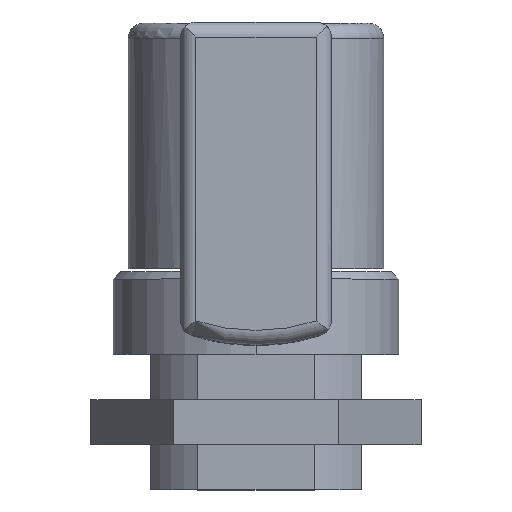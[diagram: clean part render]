
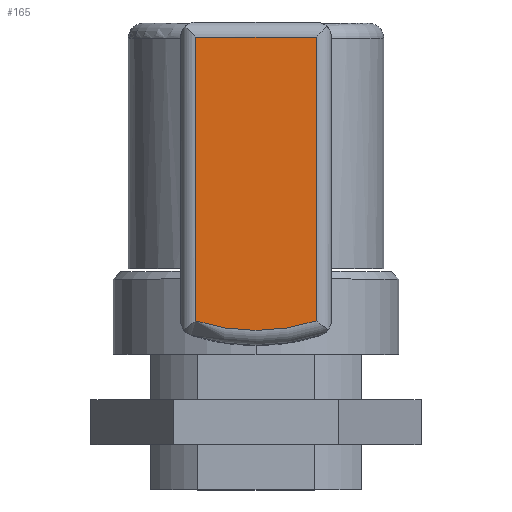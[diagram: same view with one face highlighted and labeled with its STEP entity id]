
A CAD part, top view. The second image highlights one B-rep face of the part: STEP entity #165.
In plain terms, the highlighted planar face has unit normal (0, 0, 1).
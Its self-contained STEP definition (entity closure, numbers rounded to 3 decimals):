
#165=ADVANCED_FACE('',(#388),#389,.F.);
#388=FACE_OUTER_BOUND('',#679,.T.);
#389=PLANE('',#680);
#679=EDGE_LOOP('',(#1075,#1076,#1077,#1078));
#680=AXIS2_PLACEMENT_3D('',#1079,#1080,#1081);
#1075=ORIENTED_EDGE('',*,*,#1782,.T.);
#1076=ORIENTED_EDGE('',*,*,#1783,.T.);
#1077=ORIENTED_EDGE('',*,*,#1784,.F.);
#1078=ORIENTED_EDGE('',*,*,#1785,.F.);
#1079=CARTESIAN_POINT('',(-5.0,-1.5,55.0));
#1080=DIRECTION('',(0.,0.0,-1.0));
#1081=DIRECTION('',(-1.0,0.0,0.));
#1782=EDGE_CURVE('',#2156,#2157,#2158,.T.);
#1783=EDGE_CURVE('',#2157,#2159,#2160,.T.);
#1784=EDGE_CURVE('',#2161,#2159,#2162,.T.);
#1785=EDGE_CURVE('',#2156,#2161,#2163,.T.);
#2156=VERTEX_POINT('',#2842);
#2157=VERTEX_POINT('',#2843);
#2158=CIRCLE('',#2844,13.0);
#2159=VERTEX_POINT('',#2845);
#2160=LINE('',#2846,#2847);
#2161=VERTEX_POINT('',#2848);
#2162=LINE('',#2849,#2850);
#2163=LINE('',#2851,#2852);
#2842=CARTESIAN_POINT('',(-4.,2.131,55.0));
#2843=CARTESIAN_POINT('',(4.0,2.131,55.0));
#2844=AXIS2_PLACEMENT_3D('',#3465,#3466,#3467);
#2845=CARTESIAN_POINT('',(4.0,21.0,55.0));
#2846=CARTESIAN_POINT('',(4.0,2.131,55.0));
#2847=VECTOR('',#3468,18.869);
#2848=CARTESIAN_POINT('',(-4.0,21.0,55.0));
#2849=CARTESIAN_POINT('',(-4.0,21.0,55.0));
#2850=VECTOR('',#3469,8.0);
#2851=CARTESIAN_POINT('',(-4.0,2.131,55.0));
#2852=VECTOR('',#3470,18.869);
#3465=CARTESIAN_POINT('',(0.,14.5,55.0));
#3466=DIRECTION('',(0.,0.0,1.0));
#3467=DIRECTION('',(1.0,0.0,0.));
#3468=DIRECTION('',(0.0,1.0,0.0));
#3469=DIRECTION('',(1.0,0.0,0.));
#3470=DIRECTION('',(0.0,1.0,0.0));
